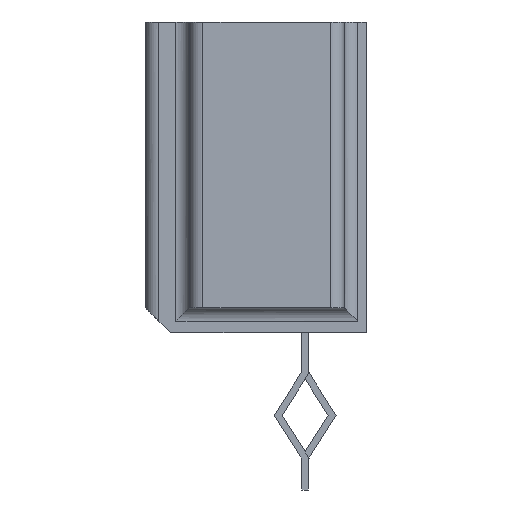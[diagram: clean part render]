
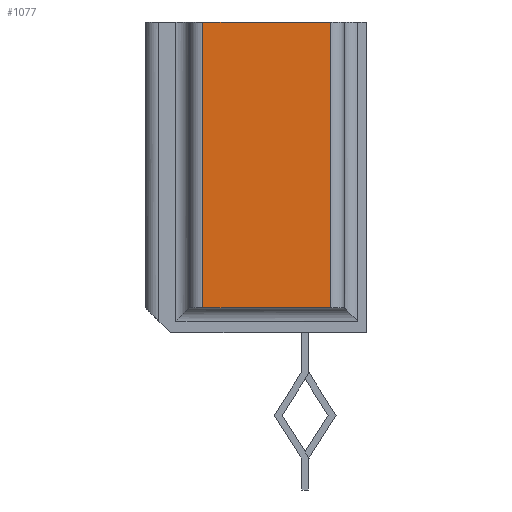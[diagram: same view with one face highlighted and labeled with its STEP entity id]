
A CAD part, left-side view. The second image highlights one B-rep face of the part: STEP entity #1077.
In plain terms, the highlighted planar face has unit normal (-1, 0, 0).
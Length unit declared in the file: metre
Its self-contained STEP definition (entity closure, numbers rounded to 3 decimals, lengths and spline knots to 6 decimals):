
#1077=ADVANCED_FACE('0:1375',(#1879),#1880,.T.);
#1879=FACE_OUTER_BOUND('',#3336,.T.);
#1880=PLANE('',#3337);
#3336=EDGE_LOOP('',(#5226,#5227,#5228,#5229));
#3337=AXIS2_PLACEMENT_3D('',#5230,#5231,#5232);
#5226=ORIENTED_EDGE('',*,*,#11044,.F.);
#5227=ORIENTED_EDGE('',*,*,#11045,.T.);
#5228=ORIENTED_EDGE('',*,*,#11046,.T.);
#5229=ORIENTED_EDGE('',*,*,#11047,.T.);
#5230=CARTESIAN_POINT('',(-0.03292,0.0,0.));
#5231=DIRECTION('',(-1.0,0.0,0.0));
#5232=DIRECTION('',(0.0,0.0,1.0));
#11044=EDGE_CURVE('0:3004',#13221,#13222,#13223,.T.);
#11045=EDGE_CURVE('0:3007',#13221,#13224,#13225,.T.);
#11046=EDGE_CURVE('0:3010',#13224,#13226,#13227,.T.);
#11047=EDGE_CURVE('0:3013',#13226,#13222,#13228,.T.);
#13221=VERTEX_POINT('NONE',#16743);
#13222=VERTEX_POINT('NONE',#16744);
#13223=LINE('',#16745,#16746);
#13224=VERTEX_POINT('NONE',#16747);
#13225=LINE('',#16748,#16749);
#13226=VERTEX_POINT('NONE',#16750);
#13227=LINE('',#16751,#16752);
#13228=LINE('',#16753,#16754);
#16743=CARTESIAN_POINT('',(-0.03292,-0.001665,0.000566));
#16744=CARTESIAN_POINT('',(-0.03292,0.001184,0.000566));
#16745=CARTESIAN_POINT('',(-0.03292,-0.002465,0.000566));
#16746=VECTOR('',#21741,1.0);
#16747=CARTESIAN_POINT('',(-0.03292,-0.001665,0.00693));
#16748=CARTESIAN_POINT('',(-0.03292,-0.001665,0.));
#16749=VECTOR('',#21742,1.0);
#16750=CARTESIAN_POINT('',(-0.03292,0.001184,0.00693));
#16751=CARTESIAN_POINT('',(-0.03292,0.0,0.00693));
#16752=VECTOR('',#21743,1.0);
#16753=CARTESIAN_POINT('',(-0.03292,0.001184,0.000566));
#16754=VECTOR('',#21744,1.0);
#21741=DIRECTION('',(0.0,1.0,0.0));
#21742=DIRECTION('',(0.0,0.,1.0));
#21743=DIRECTION('',(0.0,1.0,0.0));
#21744=DIRECTION('',(0.0,0.,-1.0));
